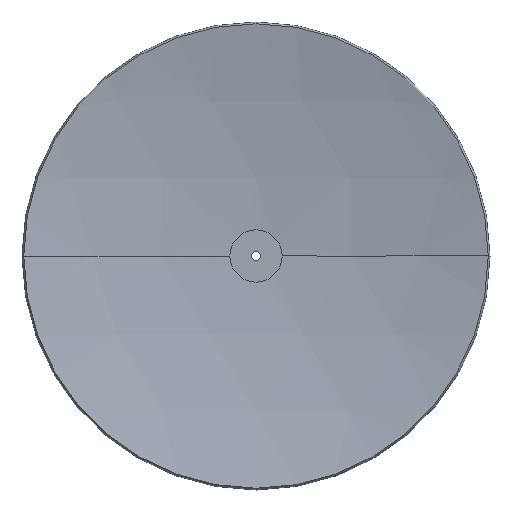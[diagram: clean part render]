
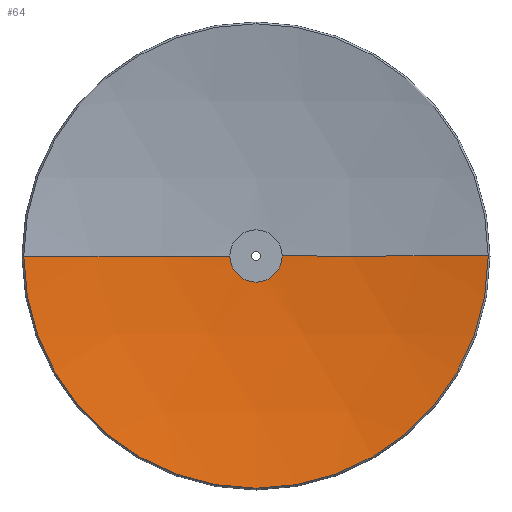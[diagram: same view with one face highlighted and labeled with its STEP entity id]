
A CAD part, front view. The second image highlights one B-rep face of the part: STEP entity #64.
In plain terms, the highlighted spherical face has radius 185 mm.
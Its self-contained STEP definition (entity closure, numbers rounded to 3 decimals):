
#64=ADVANCED_FACE('NONE',(#373),#374,.F.);
#373=FACE_OUTER_BOUND('',#1148,.T.);
#374=SPHERICAL_SURFACE('',#1149,185.);
#1148=EDGE_LOOP('',(#5540,#5541,#5542,#5543,#5544));
#1149=AXIS2_PLACEMENT_3D('',#5545,#5546,#5547);
#5540=ORIENTED_EDGE('',*,*,#7562,.F.);
#5541=ORIENTED_EDGE('',*,*,#7563,.T.);
#5542=ORIENTED_EDGE('',*,*,#7564,.T.);
#5543=ORIENTED_EDGE('',*,*,#7565,.F.);
#5544=ORIENTED_EDGE('',*,*,#7566,.F.);
#5545=CARTESIAN_POINT('',(0.0,-219.445,0.0));
#5546=DIRECTION('',(0.0,0.0,1.0));
#5547=DIRECTION('',(-1.0,0.0,0.0));
#7562=EDGE_CURVE('NONE',#8330,#8331,#8332,.T.);
#7563=EDGE_CURVE('NONE',#8330,#8333,#8334,.T.);
#7564=EDGE_CURVE('NONE',#8333,#8335,#8336,.T.);
#7565=EDGE_CURVE('NONE',#8337,#8335,#8338,.T.);
#7566=EDGE_CURVE('NONE',#8331,#8337,#8339,.T.);
#8330=VERTEX_POINT('NONE',#9635);
#8331=VERTEX_POINT('NONE',#9636);
#8332=CIRCLE('',#9637,40.);
#8333=VERTEX_POINT('NONE',#9638);
#8334=CIRCLE('',#9639,185.);
#8335=VERTEX_POINT('NONE',#9640);
#8336=CIRCLE('',#9641,4.497);
#8337=VERTEX_POINT('NONE',#9642);
#8338=CIRCLE('',#9643,185.);
#8339=CIRCLE('',#9644,40.);
#9635=CARTESIAN_POINT('',(40.,-38.821,0.));
#9636=CARTESIAN_POINT('',(0.0,-38.821,-40.));
#9637=AXIS2_PLACEMENT_3D('',#14608,#14609,#14610);
#9638=CARTESIAN_POINT('',(4.497,-34.5,0.));
#9639=AXIS2_PLACEMENT_3D('',#14611,#14612,#14613);
#9640=CARTESIAN_POINT('',(-4.497,-34.5,0.0));
#9641=AXIS2_PLACEMENT_3D('',#14614,#14615,#14616);
#9642=CARTESIAN_POINT('',(-40.,-38.821,0.0));
#9643=AXIS2_PLACEMENT_3D('',#14617,#14618,#14619);
#9644=AXIS2_PLACEMENT_3D('',#14620,#14621,#14622);
#14608=CARTESIAN_POINT('',(0.0,-38.821,0.0));
#14609=DIRECTION('',(-0.0,1.0,0.0));
#14610=DIRECTION('',(0.0,0.0,1.0));
#14611=CARTESIAN_POINT('',(0.0,-219.445,0.0));
#14612=DIRECTION('',(0.,0.0,1.0));
#14613=DIRECTION('',(1.0,0.0,0.));
#14614=CARTESIAN_POINT('',(0.0,-34.5,0.0));
#14615=DIRECTION('',(0.0,1.0,0.0));
#14616=DIRECTION('',(0.0,0.0,-1.0));
#14617=CARTESIAN_POINT('',(0.0,-219.445,0.0));
#14618=DIRECTION('',(0.0,0.0,-1.0));
#14619=DIRECTION('',(-1.0,0.0,0.0));
#14620=CARTESIAN_POINT('',(0.0,-38.821,0.0));
#14621=DIRECTION('',(-0.0,1.0,0.0));
#14622=DIRECTION('',(0.0,0.0,1.0));
